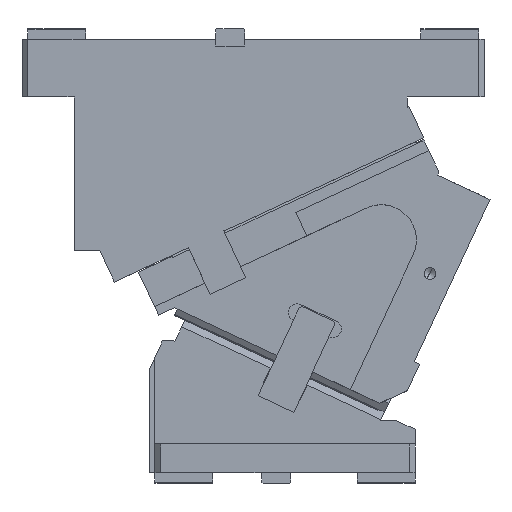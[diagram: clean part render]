
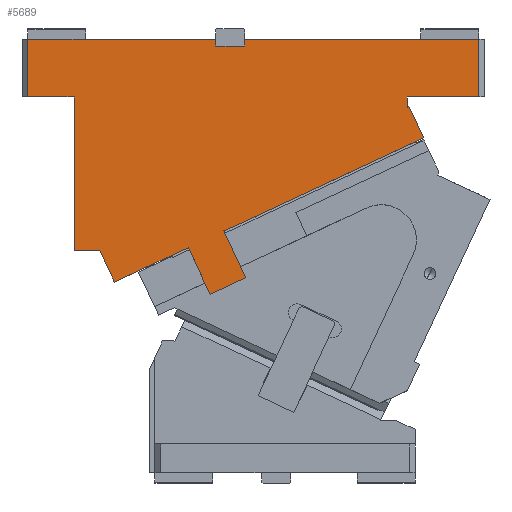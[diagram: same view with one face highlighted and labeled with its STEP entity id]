
A CAD part, front view. The second image highlights one B-rep face of the part: STEP entity #5689.
In plain terms, the highlighted planar face has unit normal (0, -1, 0).
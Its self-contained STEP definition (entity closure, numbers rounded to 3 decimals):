
#115=CARTESIAN_POINT('Vertex',(79.952,-150.,-210.037)) ;
#118=CARTESIAN_POINT('Line Origine',(73.613,-150.,-196.442)) ;
#122=CARTESIAN_POINT('Vertex',(67.274,-150.,-182.848)) ;
#644=CARTESIAN_POINT('Line Origine',(67.11,-150.,-182.924)) ;
#648=CARTESIAN_POINT('Vertex',(66.947,-150.,-183.)) ;
#727=CARTESIAN_POINT('Vertex',(347.313,-150.,-85.365)) ;
#730=CARTESIAN_POINT('Line Origine',(260.987,-150.,-125.619)) ;
#734=CARTESIAN_POINT('Vertex',(174.661,-150.,-165.873)) ;
#755=CARTESIAN_POINT('Vertex',(143.847,-150.,-180.242)) ;
#758=CARTESIAN_POINT('Line Origine',(111.9,-150.,-195.14)) ;
#1097=CARTESIAN_POINT('Vertex',(45.,-150.,-183.)) ;
#1100=CARTESIAN_POINT('Line Origine',(45.,-150.,-116.5)) ;
#1104=CARTESIAN_POINT('Vertex',(45.,-150.,-50.)) ;
#1253=CARTESIAN_POINT('Line Origine',(25.,-150.,-50.)) ;
#1257=CARTESIAN_POINT('Vertex',(5.,-150.,-50.)) ;
#1550=CARTESIAN_POINT('Vertex',(5.,-150.,0.)) ;
#1553=CARTESIAN_POINT('Line Origine',(86.25,-150.,0.)) ;
#1557=CARTESIAN_POINT('Vertex',(167.5,-150.,0.)) ;
#1779=CARTESIAN_POINT('Vertex',(192.5,-150.,0.)) ;
#1782=CARTESIAN_POINT('Line Origine',(293.75,-150.,0.)) ;
#1786=CARTESIAN_POINT('Vertex',(395.,-150.,0.)) ;
#2116=CARTESIAN_POINT('Vertex',(395.,-150.,-50.)) ;
#2119=CARTESIAN_POINT('Line Origine',(364.,-150.,-50.)) ;
#2123=CARTESIAN_POINT('Vertex',(333.,-150.,-50.)) ;
#2199=CARTESIAN_POINT('Line Origine',(333.,-150.,-54.469)) ;
#2203=CARTESIAN_POINT('Vertex',(333.,-150.,-58.938)) ;
#2660=CARTESIAN_POINT('Line Origine',(55.974,-150.,-183.)) ;
#2677=CARTESIAN_POINT('Line Origine',(184.065,-150.,-186.039)) ;
#2681=CARTESIAN_POINT('Vertex',(193.468,-150.,-206.204)) ;
#2730=CARTESIAN_POINT('Vertex',(162.653,-150.,-220.573)) ;
#2738=CARTESIAN_POINT('Line Origine',(178.061,-150.,-213.389)) ;
#2774=CARTESIAN_POINT('Line Origine',(153.25,-150.,-200.408)) ;
#2798=CARTESIAN_POINT('Line Origine',(5.,-150.,-25.)) ;
#2822=CARTESIAN_POINT('Line Origine',(167.5,-150.,-3.)) ;
#2826=CARTESIAN_POINT('Vertex',(167.5,-150.,-6.)) ;
#2852=CARTESIAN_POINT('Vertex',(192.5,-150.,-6.)) ;
#2860=CARTESIAN_POINT('Line Origine',(180.,-150.,-6.)) ;
#2877=CARTESIAN_POINT('Line Origine',(192.5,-150.,-3.)) ;
#2904=CARTESIAN_POINT('Line Origine',(395.,-150.,-25.)) ;
#2916=CARTESIAN_POINT('Line Origine',(333.817,-150.,-58.556)) ;
#2920=CARTESIAN_POINT('Vertex',(334.634,-150.,-58.175)) ;
#2941=CARTESIAN_POINT('Line Origine',(340.974,-150.,-71.77)) ;
#5661=CARTESIAN_POINT('Axis2P3D Location',(0.,-150.,0.)) ;
#119=DIRECTION('Vector Direction',(-0.423,0.,0.906)) ;
#645=DIRECTION('Vector Direction',(-0.906,0.,-0.423)) ;
#731=DIRECTION('Vector Direction',(-0.906,0.,-0.423)) ;
#759=DIRECTION('Vector Direction',(-0.906,0.,-0.423)) ;
#1101=DIRECTION('Vector Direction',(0.,0.,-1.)) ;
#1254=DIRECTION('Vector Direction',(1.,0.,0.)) ;
#1554=DIRECTION('Vector Direction',(1.,0.,0.)) ;
#1783=DIRECTION('Vector Direction',(1.,0.,0.)) ;
#2120=DIRECTION('Vector Direction',(-1.,0.,0.)) ;
#2200=DIRECTION('Vector Direction',(0.,0.,-1.)) ;
#2661=DIRECTION('Vector Direction',(-1.,0.,0.)) ;
#2678=DIRECTION('Vector Direction',(-0.423,0.,0.906)) ;
#2739=DIRECTION('Vector Direction',(0.906,0.,0.423)) ;
#2775=DIRECTION('Vector Direction',(-0.423,0.,0.906)) ;
#2799=DIRECTION('Vector Direction',(0.,0.,-1.)) ;
#2823=DIRECTION('Vector Direction',(0.,0.,1.)) ;
#2861=DIRECTION('Vector Direction',(1.,0.,0.)) ;
#2878=DIRECTION('Vector Direction',(0.,0.,-1.)) ;
#2905=DIRECTION('Vector Direction',(0.,0.,1.)) ;
#2917=DIRECTION('Vector Direction',(0.906,0.,0.423)) ;
#2942=DIRECTION('Vector Direction',(0.423,0.,-0.906)) ;
#5662=DIRECTION('Axis2P3D Direction',(0.,1.,0.)) ;
#5663=DIRECTION('Axis2P3D XDirection',(0.,0.,1.)) ;
#5664=AXIS2_PLACEMENT_3D('Plane Axis2P3D',#5661,#5662,#5663) ;
#5667=ORIENTED_EDGE('',*,*,#736,.T.) ;
#5668=ORIENTED_EDGE('',*,*,#2945,.T.) ;
#5669=ORIENTED_EDGE('',*,*,#2922,.T.) ;
#5670=ORIENTED_EDGE('',*,*,#2205,.F.) ;
#5671=ORIENTED_EDGE('',*,*,#2125,.F.) ;
#5672=ORIENTED_EDGE('',*,*,#2908,.T.) ;
#5673=ORIENTED_EDGE('',*,*,#1788,.F.) ;
#5674=ORIENTED_EDGE('',*,*,#2881,.T.) ;
#5675=ORIENTED_EDGE('',*,*,#2864,.F.) ;
#5676=ORIENTED_EDGE('',*,*,#2828,.T.) ;
#5677=ORIENTED_EDGE('',*,*,#1559,.F.) ;
#5678=ORIENTED_EDGE('',*,*,#2802,.T.) ;
#5679=ORIENTED_EDGE('',*,*,#1259,.T.) ;
#5680=ORIENTED_EDGE('',*,*,#1106,.T.) ;
#5681=ORIENTED_EDGE('',*,*,#2664,.F.) ;
#5682=ORIENTED_EDGE('',*,*,#650,.F.) ;
#5683=ORIENTED_EDGE('',*,*,#124,.T.) ;
#5684=ORIENTED_EDGE('',*,*,#762,.T.) ;
#5685=ORIENTED_EDGE('',*,*,#2778,.F.) ;
#5686=ORIENTED_EDGE('',*,*,#2742,.T.) ;
#5687=ORIENTED_EDGE('',*,*,#2683,.T.) ;
#120=VECTOR('Line Direction',#119,1.) ;
#646=VECTOR('Line Direction',#645,1.) ;
#732=VECTOR('Line Direction',#731,1.) ;
#760=VECTOR('Line Direction',#759,1.) ;
#1102=VECTOR('Line Direction',#1101,1.) ;
#1255=VECTOR('Line Direction',#1254,1.) ;
#1555=VECTOR('Line Direction',#1554,1.) ;
#1784=VECTOR('Line Direction',#1783,1.) ;
#2121=VECTOR('Line Direction',#2120,1.) ;
#2201=VECTOR('Line Direction',#2200,1.) ;
#2662=VECTOR('Line Direction',#2661,1.) ;
#2679=VECTOR('Line Direction',#2678,1.) ;
#2740=VECTOR('Line Direction',#2739,1.) ;
#2776=VECTOR('Line Direction',#2775,1.) ;
#2800=VECTOR('Line Direction',#2799,1.) ;
#2824=VECTOR('Line Direction',#2823,1.) ;
#2862=VECTOR('Line Direction',#2861,1.) ;
#2879=VECTOR('Line Direction',#2878,1.) ;
#2906=VECTOR('Line Direction',#2905,1.) ;
#2918=VECTOR('Line Direction',#2917,1.) ;
#2943=VECTOR('Line Direction',#2942,1.) ;
#5689=ADVANCED_FACE('CAM HOLDER',(#5688),#5665,.F.) ;
#124=EDGE_CURVE('',#123,#116,#121,.F.) ;
#650=EDGE_CURVE('',#123,#649,#647,.T.) ;
#736=EDGE_CURVE('',#735,#728,#733,.F.) ;
#762=EDGE_CURVE('',#116,#756,#761,.F.) ;
#1106=EDGE_CURVE('',#1105,#1098,#1103,.T.) ;
#1259=EDGE_CURVE('',#1258,#1105,#1256,.T.) ;
#1559=EDGE_CURVE('',#1551,#1558,#1556,.T.) ;
#1788=EDGE_CURVE('',#1780,#1787,#1785,.T.) ;
#2125=EDGE_CURVE('',#2117,#2124,#2122,.T.) ;
#2205=EDGE_CURVE('',#2124,#2204,#2202,.T.) ;
#2664=EDGE_CURVE('',#649,#1098,#2663,.T.) ;
#2683=EDGE_CURVE('',#2682,#735,#2680,.T.) ;
#2742=EDGE_CURVE('',#2731,#2682,#2741,.T.) ;
#2778=EDGE_CURVE('',#2731,#756,#2777,.T.) ;
#2802=EDGE_CURVE('',#1551,#1258,#2801,.T.) ;
#2828=EDGE_CURVE('',#2827,#1558,#2825,.T.) ;
#2864=EDGE_CURVE('',#2827,#2853,#2863,.T.) ;
#2881=EDGE_CURVE('',#1780,#2853,#2880,.T.) ;
#2908=EDGE_CURVE('',#2117,#1787,#2907,.T.) ;
#2922=EDGE_CURVE('',#2921,#2204,#2919,.F.) ;
#2945=EDGE_CURVE('',#728,#2921,#2944,.F.) ;
#5666=EDGE_LOOP('',(#5667,#5668,#5669,#5670,#5671,#5672,#5673,#5674,#5675,#5676,#5677,#5678,#5679,#5680,#5681,#5682,#5683,#5684,#5685,#5686,#5687)) ;
#5688=FACE_OUTER_BOUND('',#5666,.T.) ;
#121=LINE('Line',#118,#120) ;
#647=LINE('Line',#644,#646) ;
#733=LINE('Line',#730,#732) ;
#761=LINE('Line',#758,#760) ;
#1103=LINE('Line',#1100,#1102) ;
#1256=LINE('Line',#1253,#1255) ;
#1556=LINE('Line',#1553,#1555) ;
#1785=LINE('Line',#1782,#1784) ;
#2122=LINE('Line',#2119,#2121) ;
#2202=LINE('Line',#2199,#2201) ;
#2663=LINE('Line',#2660,#2662) ;
#2680=LINE('Line',#2677,#2679) ;
#2741=LINE('Line',#2738,#2740) ;
#2777=LINE('Line',#2774,#2776) ;
#2801=LINE('Line',#2798,#2800) ;
#2825=LINE('Line',#2822,#2824) ;
#2863=LINE('Line',#2860,#2862) ;
#2880=LINE('Line',#2877,#2879) ;
#2907=LINE('Line',#2904,#2906) ;
#2919=LINE('Line',#2916,#2918) ;
#2944=LINE('Line',#2941,#2943) ;
#5665=PLANE('Plane',#5664) ;
#116=VERTEX_POINT('',#115) ;
#123=VERTEX_POINT('',#122) ;
#649=VERTEX_POINT('',#648) ;
#728=VERTEX_POINT('',#727) ;
#735=VERTEX_POINT('',#734) ;
#756=VERTEX_POINT('',#755) ;
#1098=VERTEX_POINT('',#1097) ;
#1105=VERTEX_POINT('',#1104) ;
#1258=VERTEX_POINT('',#1257) ;
#1551=VERTEX_POINT('',#1550) ;
#1558=VERTEX_POINT('',#1557) ;
#1780=VERTEX_POINT('',#1779) ;
#1787=VERTEX_POINT('',#1786) ;
#2117=VERTEX_POINT('',#2116) ;
#2124=VERTEX_POINT('',#2123) ;
#2204=VERTEX_POINT('',#2203) ;
#2682=VERTEX_POINT('',#2681) ;
#2731=VERTEX_POINT('',#2730) ;
#2827=VERTEX_POINT('',#2826) ;
#2853=VERTEX_POINT('',#2852) ;
#2921=VERTEX_POINT('',#2920) ;
